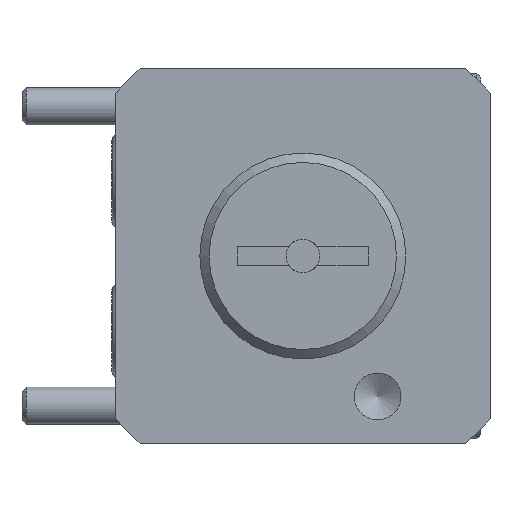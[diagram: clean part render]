
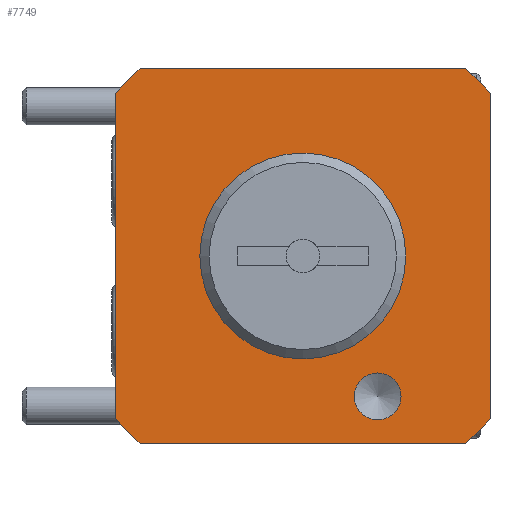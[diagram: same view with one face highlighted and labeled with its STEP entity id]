
A CAD part, front view. The second image highlights one B-rep face of the part: STEP entity #7749.
In plain terms, the highlighted planar face has unit normal (0, -1, 0).
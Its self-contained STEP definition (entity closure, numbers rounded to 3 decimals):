
#358=CIRCLE('',#8061,26.5);
#365=CIRCLE('',#8073,26.5);
#368=CIRCLE('',#8077,26.5);
#370=CIRCLE('',#8080,26.5);
#480=CIRCLE('',#8276,2.5);
#481=CIRCLE('',#8277,11.);
#1247=ORIENTED_EDGE('',*,*,#2707,.F.);
#1248=ORIENTED_EDGE('',*,*,#2708,.F.);
#1249=ORIENTED_EDGE('',*,*,#2288,.F.);
#1250=ORIENTED_EDGE('',*,*,#2324,.F.);
#1251=ORIENTED_EDGE('',*,*,#2709,.F.);
#1252=ORIENTED_EDGE('',*,*,#2328,.F.);
#1253=ORIENTED_EDGE('',*,*,#2710,.F.);
#1254=ORIENTED_EDGE('',*,*,#2306,.F.);
#1255=ORIENTED_EDGE('',*,*,#2711,.F.);
#1256=ORIENTED_EDGE('',*,*,#2319,.F.);
#2288=EDGE_CURVE('',#3104,#3105,#3683,.T.);
#2306=EDGE_CURVE('',#3122,#3120,#358,.T.);
#2319=EDGE_CURVE('',#3105,#3133,#365,.T.);
#2324=EDGE_CURVE('',#3136,#3104,#368,.T.);
#2328=EDGE_CURVE('',#3140,#3138,#370,.T.);
#2707=EDGE_CURVE('',#3419,#3419,#480,.T.);
#2708=EDGE_CURVE('',#3420,#3420,#481,.F.);
#2709=EDGE_CURVE('',#3138,#3136,#3878,.T.);
#2710=EDGE_CURVE('',#3120,#3140,#3879,.T.);
#2711=EDGE_CURVE('',#3133,#3122,#3880,.T.);
#3104=VERTEX_POINT('',#10507);
#3105=VERTEX_POINT('',#10509);
#3120=VERTEX_POINT('',#10540);
#3122=VERTEX_POINT('',#10544);
#3133=VERTEX_POINT('',#10586);
#3136=VERTEX_POINT('',#10594);
#3138=VERTEX_POINT('',#10599);
#3140=VERTEX_POINT('',#10603);
#3419=VERTEX_POINT('',#11700);
#3420=VERTEX_POINT('',#11702);
#3683=LINE('',#10508,#4101);
#3878=LINE('',#11703,#4296);
#3879=LINE('',#11704,#4297);
#3880=LINE('',#11705,#4298);
#4101=VECTOR('',#8742,1000.);
#4296=VECTOR('',#9381,1000.);
#4297=VECTOR('',#9382,1000.);
#4298=VECTOR('',#9383,1000.);
#4620=EDGE_LOOP('',(#1247));
#4621=EDGE_LOOP('',(#1248));
#4622=EDGE_LOOP('',(#1249,#1250,#1251,#1252,#1253,#1254,#1255,#1256));
#5116=FACE_BOUND('',#4620,.T.);
#5117=FACE_BOUND('',#4621,.T.);
#5118=FACE_BOUND('',#4622,.T.);
#5569=PLANE('',#8275);
#7749=ADVANCED_FACE('',(#5116,#5117,#5118),#5569,.F.);
#8061=AXIS2_PLACEMENT_3D('',#10545,#8766,#8767);
#8073=AXIS2_PLACEMENT_3D('',#10585,#8794,#8795);
#8077=AXIS2_PLACEMENT_3D('',#10595,#8804,#8805);
#8080=AXIS2_PLACEMENT_3D('',#10604,#8812,#8813);
#8275=AXIS2_PLACEMENT_3D('',#11698,#9375,#9376);
#8276=AXIS2_PLACEMENT_3D('',#11699,#9377,#9378);
#8277=AXIS2_PLACEMENT_3D('',#11701,#9379,#9380);
#8742=DIRECTION('',(0.,0.,1.));
#8766=DIRECTION('',(0.,1.,0.));
#8767=DIRECTION('',(1.,0.,0.));
#8794=DIRECTION('',(0.,1.,0.));
#8795=DIRECTION('',(1.,0.,0.));
#8804=DIRECTION('',(0.,1.,0.));
#8805=DIRECTION('',(1.,0.,0.));
#8812=DIRECTION('',(0.,1.,0.));
#8813=DIRECTION('',(1.,0.,0.));
#9375=DIRECTION('',(0.,1.,0.));
#9376=DIRECTION('',(0.,0.,1.));
#9377=DIRECTION('',(0.,-1.,0.));
#9378=DIRECTION('',(0.,0.,-1.));
#9379=DIRECTION('',(0.,1.,0.));
#9380=DIRECTION('',(0.,0.,1.));
#9381=DIRECTION('',(-1.,0.,0.));
#9382=DIRECTION('',(0.,0.,-1.));
#9383=DIRECTION('',(1.,0.,0.));
#10507=CARTESIAN_POINT('',(-20.,0.,-17.385));
#10508=CARTESIAN_POINT('',(-20.,0.,-17.385));
#10509=CARTESIAN_POINT('',(-20.,0.,17.385));
#10540=CARTESIAN_POINT('',(20.,0.,17.385));
#10544=CARTESIAN_POINT('',(17.385,0.,20.));
#10545=CARTESIAN_POINT('',(0.,0.,0.));
#10585=CARTESIAN_POINT('',(0.,0.,0.));
#10586=CARTESIAN_POINT('',(-17.385,0.,20.));
#10594=CARTESIAN_POINT('',(-17.385,0.,-20.));
#10595=CARTESIAN_POINT('',(0.,0.,0.));
#10599=CARTESIAN_POINT('',(17.385,0.,-20.));
#10603=CARTESIAN_POINT('',(20.,0.,-17.385));
#10604=CARTESIAN_POINT('',(0.,0.,0.));
#11698=CARTESIAN_POINT('',(0.,0.,0.));
#11699=CARTESIAN_POINT('',(8.,0.,-15.));
#11700=CARTESIAN_POINT('',(8.,0.,-17.5));
#11701=CARTESIAN_POINT('',(0.,0.,0.));
#11702=CARTESIAN_POINT('',(0.,0.,11.));
#11703=CARTESIAN_POINT('',(17.385,0.,-20.));
#11704=CARTESIAN_POINT('',(20.,0.,17.385));
#11705=CARTESIAN_POINT('',(-17.385,0.,20.));
